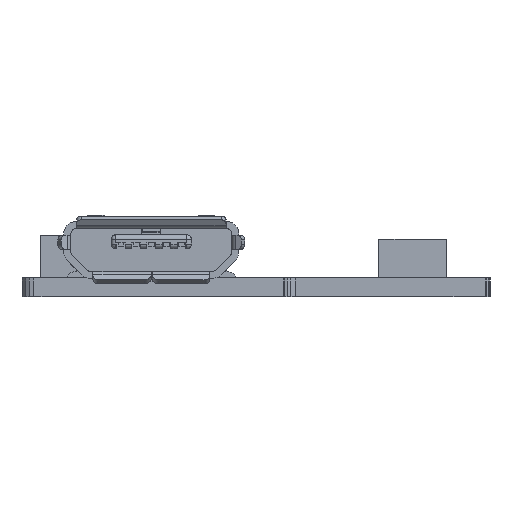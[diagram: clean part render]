
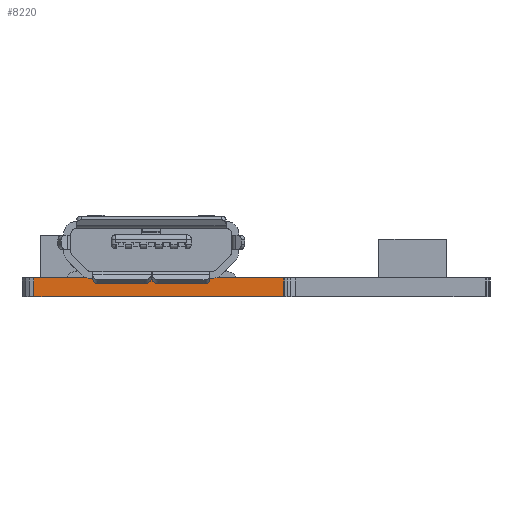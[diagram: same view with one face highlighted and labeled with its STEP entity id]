
A CAD part, front view. The second image highlights one B-rep face of the part: STEP entity #8220.
In plain terms, the highlighted planar face has unit normal (0, -1, 0).
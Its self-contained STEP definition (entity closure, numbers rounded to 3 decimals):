
#99 = PLANE('',#100);
#100 = AXIS2_PLACEMENT_3D('',#101,#102,#103);
#101 = CARTESIAN_POINT('',(-0.589,0.598,0.8));
#102 = DIRECTION('',(0.,0.,1.));
#103 = DIRECTION('',(1.,0.,0.));
#153 = PLANE('',#154);
#154 = AXIS2_PLACEMENT_3D('',#155,#156,#157);
#155 = CARTESIAN_POINT('',(-0.589,0.598,0.));
#156 = DIRECTION('',(0.,0.,1.));
#157 = DIRECTION('',(1.,0.,0.));
#8112 = PLANE('',#8113);
#8113 = AXIS2_PLACEMENT_3D('',#8114,#8115,#8116);
#8114 = CARTESIAN_POINT('',(10.601,0.098,0.));
#8115 = DIRECTION('',(0.,1.,0.));
#8116 = DIRECTION('',(1.,0.,0.));
#8150 = VERTEX_POINT('',#8151);
#8151 = CARTESIAN_POINT('',(10.611,0.098,0.8));
#8172 = EDGE_CURVE('',#8173,#8150,#8175,.T.);
#8173 = VERTEX_POINT('',#8174);
#8174 = CARTESIAN_POINT('',(10.611,0.098,0.));
#8175 = SURFACE_CURVE('',#8176,(#8180,#8187),.PCURVE_S1.);
#8176 = LINE('',#8177,#8178);
#8177 = CARTESIAN_POINT('',(10.611,0.098,0.));
#8178 = VECTOR('',#8179,1.);
#8179 = DIRECTION('',(0.,0.,1.));
#8180 = PCURVE('',#8112,#8181);
#8181 = DEFINITIONAL_REPRESENTATION('',(#8182),#8186);
#8182 = LINE('',#8183,#8184);
#8183 = CARTESIAN_POINT('',(0.01,0.));
#8184 = VECTOR('',#8185,1.);
#8185 = DIRECTION('',(0.,-1.));
#8186 = ( GEOMETRIC_REPRESENTATION_CONTEXT(2) 
PARAMETRIC_REPRESENTATION_CONTEXT() REPRESENTATION_CONTEXT('2D SPACE',''
  ) );
#8187 = PCURVE('',#8188,#8193);
#8188 = PLANE('',#8189);
#8189 = AXIS2_PLACEMENT_3D('',#8190,#8191,#8192);
#8190 = CARTESIAN_POINT('',(10.611,0.098,0.));
#8191 = DIRECTION('',(0.,-1.,0.));
#8192 = DIRECTION('',(-1.,0.,0.));
#8193 = DEFINITIONAL_REPRESENTATION('',(#8194),#8198);
#8194 = LINE('',#8195,#8196);
#8195 = CARTESIAN_POINT('',(0.,0.));
#8196 = VECTOR('',#8197,1.);
#8197 = DIRECTION('',(0.,-1.));
#8198 = ( GEOMETRIC_REPRESENTATION_CONTEXT(2) 
PARAMETRIC_REPRESENTATION_CONTEXT() REPRESENTATION_CONTEXT('2D SPACE',''
  ) );
#8220 = ADVANCED_FACE('',(#8221),#8188,.T.);
#8221 = FACE_BOUND('',#8222,.T.);
#8222 = EDGE_LOOP('',(#8223,#8224,#8247,#8275));
#8223 = ORIENTED_EDGE('',*,*,#8172,.T.);
#8224 = ORIENTED_EDGE('',*,*,#8225,.T.);
#8225 = EDGE_CURVE('',#8150,#8226,#8228,.T.);
#8226 = VERTEX_POINT('',#8227);
#8227 = CARTESIAN_POINT('',(-0.089,0.098,
    0.8));
#8228 = SURFACE_CURVE('',#8229,(#8233,#8240),.PCURVE_S1.);
#8229 = LINE('',#8230,#8231);
#8230 = CARTESIAN_POINT('',(10.611,0.098,0.8));
#8231 = VECTOR('',#8232,1.);
#8232 = DIRECTION('',(-1.,0.,0.));
#8233 = PCURVE('',#8188,#8234);
#8234 = DEFINITIONAL_REPRESENTATION('',(#8235),#8239);
#8235 = LINE('',#8236,#8237);
#8236 = CARTESIAN_POINT('',(0.,-0.8));
#8237 = VECTOR('',#8238,1.);
#8238 = DIRECTION('',(1.,0.));
#8239 = ( GEOMETRIC_REPRESENTATION_CONTEXT(2) 
PARAMETRIC_REPRESENTATION_CONTEXT() REPRESENTATION_CONTEXT('2D SPACE',''
  ) );
#8240 = PCURVE('',#99,#8241);
#8241 = DEFINITIONAL_REPRESENTATION('',(#8242),#8246);
#8242 = LINE('',#8243,#8244);
#8243 = CARTESIAN_POINT('',(11.2,-0.5));
#8244 = VECTOR('',#8245,1.);
#8245 = DIRECTION('',(-1.,0.));
#8246 = ( GEOMETRIC_REPRESENTATION_CONTEXT(2) 
PARAMETRIC_REPRESENTATION_CONTEXT() REPRESENTATION_CONTEXT('2D SPACE',''
  ) );
#8247 = ORIENTED_EDGE('',*,*,#8248,.F.);
#8248 = EDGE_CURVE('',#8249,#8226,#8251,.T.);
#8249 = VERTEX_POINT('',#8250);
#8250 = CARTESIAN_POINT('',(-0.089,0.098,0.)
  );
#8251 = SURFACE_CURVE('',#8252,(#8256,#8263),.PCURVE_S1.);
#8252 = LINE('',#8253,#8254);
#8253 = CARTESIAN_POINT('',(-0.089,0.098,0.)
  );
#8254 = VECTOR('',#8255,1.);
#8255 = DIRECTION('',(0.,0.,1.));
#8256 = PCURVE('',#8188,#8257);
#8257 = DEFINITIONAL_REPRESENTATION('',(#8258),#8262);
#8258 = LINE('',#8259,#8260);
#8259 = CARTESIAN_POINT('',(10.7,0.));
#8260 = VECTOR('',#8261,1.);
#8261 = DIRECTION('',(0.,-1.));
#8262 = ( GEOMETRIC_REPRESENTATION_CONTEXT(2) 
PARAMETRIC_REPRESENTATION_CONTEXT() REPRESENTATION_CONTEXT('2D SPACE',''
  ) );
#8263 = PCURVE('',#8264,#8269);
#8264 = PLANE('',#8265);
#8265 = AXIS2_PLACEMENT_3D('',#8266,#8267,#8268);
#8266 = CARTESIAN_POINT('',(-0.089,0.098,0.)
  );
#8267 = DIRECTION('',(1.,0.,0.));
#8268 = DIRECTION('',(0.,-1.,0.));
#8269 = DEFINITIONAL_REPRESENTATION('',(#8270),#8274);
#8270 = LINE('',#8271,#8272);
#8271 = CARTESIAN_POINT('',(0.,0.));
#8272 = VECTOR('',#8273,1.);
#8273 = DIRECTION('',(0.,-1.));
#8274 = ( GEOMETRIC_REPRESENTATION_CONTEXT(2) 
PARAMETRIC_REPRESENTATION_CONTEXT() REPRESENTATION_CONTEXT('2D SPACE',''
  ) );
#8275 = ORIENTED_EDGE('',*,*,#8276,.F.);
#8276 = EDGE_CURVE('',#8173,#8249,#8277,.T.);
#8277 = SURFACE_CURVE('',#8278,(#8282,#8289),.PCURVE_S1.);
#8278 = LINE('',#8279,#8280);
#8279 = CARTESIAN_POINT('',(10.611,0.098,0.));
#8280 = VECTOR('',#8281,1.);
#8281 = DIRECTION('',(-1.,0.,0.));
#8282 = PCURVE('',#8188,#8283);
#8283 = DEFINITIONAL_REPRESENTATION('',(#8284),#8288);
#8284 = LINE('',#8285,#8286);
#8285 = CARTESIAN_POINT('',(0.,0.));
#8286 = VECTOR('',#8287,1.);
#8287 = DIRECTION('',(1.,0.));
#8288 = ( GEOMETRIC_REPRESENTATION_CONTEXT(2) 
PARAMETRIC_REPRESENTATION_CONTEXT() REPRESENTATION_CONTEXT('2D SPACE',''
  ) );
#8289 = PCURVE('',#153,#8290);
#8290 = DEFINITIONAL_REPRESENTATION('',(#8291),#8295);
#8291 = LINE('',#8292,#8293);
#8292 = CARTESIAN_POINT('',(11.2,-0.5));
#8293 = VECTOR('',#8294,1.);
#8294 = DIRECTION('',(-1.,0.));
#8295 = ( GEOMETRIC_REPRESENTATION_CONTEXT(2) 
PARAMETRIC_REPRESENTATION_CONTEXT() REPRESENTATION_CONTEXT('2D SPACE',''
  ) );
